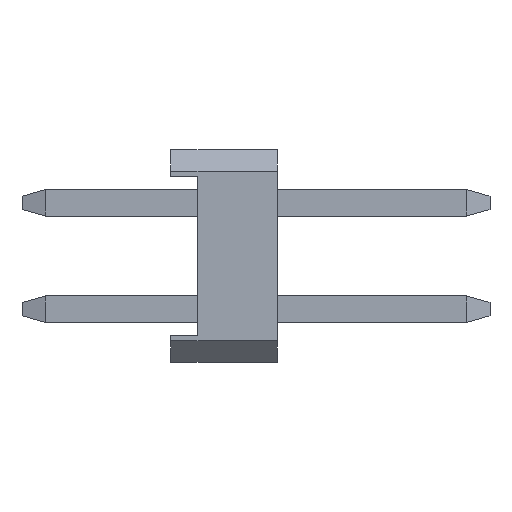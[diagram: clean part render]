
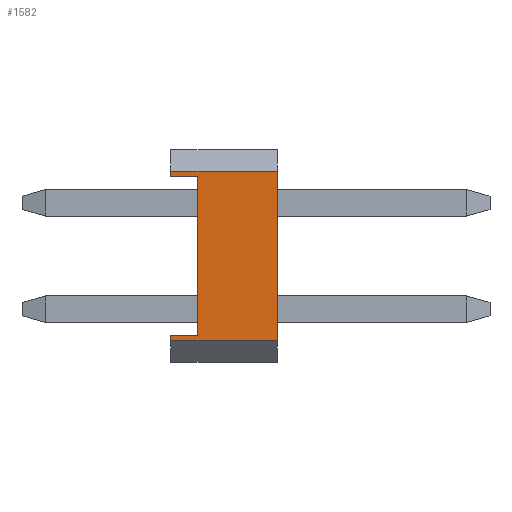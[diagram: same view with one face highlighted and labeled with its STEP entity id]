
A CAD part, left-side view. The second image highlights one B-rep face of the part: STEP entity #1582.
In plain terms, the highlighted planar face has unit normal (-1, 0, 0).
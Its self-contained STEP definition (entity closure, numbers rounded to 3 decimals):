
#950=VERTEX_POINT('',#2720);
#1052=VERTEX_POINT('',#2833);
#1060=VERTEX_POINT('',#2842);
#1356=EDGE_CURVE('',#1574,#1596,#3167,.T.);
#1484=EDGE_CURVE('',#1624,#1574,#3313,.T.);
#1566=EDGE_CURVE('',#1624,#1746,#3405,.T.);
#1574=VERTEX_POINT('',#3413);
#1582=ADVANCED_FACE('',(#3422),#3423,.T.);
#1596=VERTEX_POINT('',#3439);
#1624=VERTEX_POINT('',#3472);
#1686=EDGE_CURVE('',#1052,#1596,#3539,.T.);
#1746=VERTEX_POINT('',#3604);
#1996=EDGE_CURVE('',#950,#2350,#3879,.T.);
#2260=EDGE_CURVE('',#1060,#2350,#4169,.T.);
#2350=VERTEX_POINT('',#4268);
#2556=EDGE_CURVE('',#950,#1052,#4505,.T.);
#2630=EDGE_CURVE('',#1746,#1060,#4592,.T.);
#2720=CARTESIAN_POINT('',(-3.95,0.,-1.595));
#2833=CARTESIAN_POINT('',(-3.95,-2.0,-1.595));
#2842=CARTESIAN_POINT('',(-3.95,-0.5,-1.5));
#3167=LINE('',#5347,#5348);
#3313=LINE('',#5555,#5556);
#3405=LINE('',#5677,#5678);
#3413=CARTESIAN_POINT('',(-3.95,0.,1.595));
#3422=FACE_OUTER_BOUND('',#5697,.T.);
#3423=PLANE('',#5698);
#3439=CARTESIAN_POINT('',(-3.95,-2.0,1.595));
#3472=CARTESIAN_POINT('',(-3.95,0.,1.5));
#3539=LINE('',#5861,#5862);
#3604=CARTESIAN_POINT('',(-3.95,-0.5,1.5));
#3879=LINE('',#6347,#6348);
#4169=LINE('',#6783,#6784);
#4268=CARTESIAN_POINT('',(-3.95,0.,-1.5));
#4505=LINE('',#7269,#7270);
#4592=LINE('',#7390,#7391);
#5347=CARTESIAN_POINT('',(-3.95,0.,1.595));
#5348=VECTOR('',#7899,1.0);
#5555=CARTESIAN_POINT('',(-3.95,0.,-1.595));
#5556=VECTOR('',#8042,1.0);
#5677=CARTESIAN_POINT('',(-3.95,0.125,1.5));
#5678=VECTOR('',#8137,1.0);
#5697=EDGE_LOOP('',(#8148,#8149,#8150,#8151,#8152,#8153,#8154,#8155));
#5698=AXIS2_PLACEMENT_3D('',#8156,#8157,#8158);
#5861=CARTESIAN_POINT('',(-3.95,-2.0,-1.595));
#5862=VECTOR('',#8278,1.0);
#6347=CARTESIAN_POINT('',(-3.95,0.,-1.595));
#6348=VECTOR('',#8609,1.0);
#6783=CARTESIAN_POINT('',(-3.95,0.125,-1.5));
#6784=VECTOR('',#8890,1.0);
#7269=CARTESIAN_POINT('',(-3.95,0.,-1.595));
#7270=VECTOR('',#9281,1.0);
#7390=CARTESIAN_POINT('',(-3.95,-0.5,-0.798));
#7391=VECTOR('',#9416,1.0);
#7899=DIRECTION('',(0.0,-1.0,0.));
#8042=DIRECTION('',(0.0,0.,1.0));
#8137=DIRECTION('',(0.0,-1.0,0.));
#8148=ORIENTED_EDGE('',*,*,#2260,.T.);
#8149=ORIENTED_EDGE('',*,*,#1996,.F.);
#8150=ORIENTED_EDGE('',*,*,#2556,.T.);
#8151=ORIENTED_EDGE('',*,*,#1686,.T.);
#8152=ORIENTED_EDGE('',*,*,#1356,.F.);
#8153=ORIENTED_EDGE('',*,*,#1484,.F.);
#8154=ORIENTED_EDGE('',*,*,#1566,.T.);
#8155=ORIENTED_EDGE('',*,*,#2630,.T.);
#8156=CARTESIAN_POINT('',(-3.95,0.,-1.595));
#8157=DIRECTION('',(-1.0,-0.0,0.0));
#8158=DIRECTION('',(0.0,0.,-1.0));
#8278=DIRECTION('',(0.0,0.,1.0));
#8609=DIRECTION('',(0.0,0.,1.0));
#8890=DIRECTION('',(0.0,1.0,0.));
#9281=DIRECTION('',(0.0,-1.0,0.));
#9416=DIRECTION('',(0.0,0.,-1.0));
